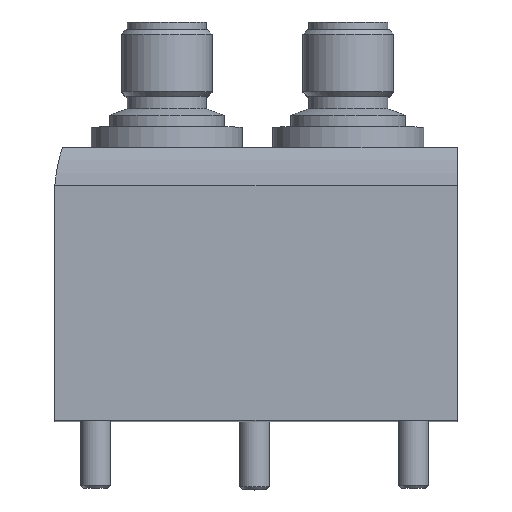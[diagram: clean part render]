
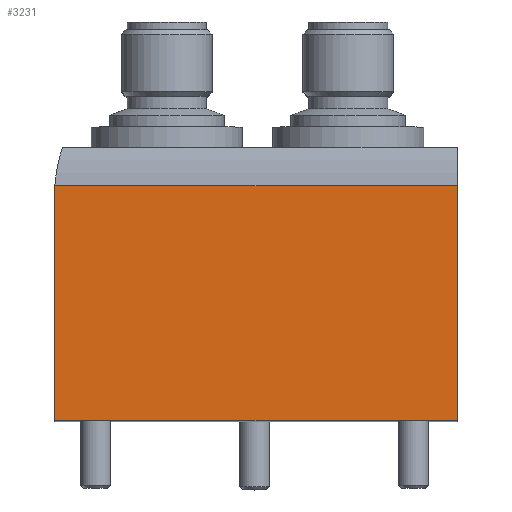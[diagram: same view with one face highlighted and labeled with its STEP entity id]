
A CAD part, top view. The second image highlights one B-rep face of the part: STEP entity #3231.
In plain terms, the highlighted face is planar.
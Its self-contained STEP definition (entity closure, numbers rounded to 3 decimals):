
#94=LINE('',#5479,#147);
#96=LINE('',#5483,#149);
#97=LINE('',#5485,#150);
#98=LINE('',#5487,#151);
#147=VECTOR('',#4241,1000.);
#149=VECTOR('',#4245,1000.);
#150=VECTOR('',#4246,1000.);
#151=VECTOR('',#4247,1000.);
#370=ORIENTED_EDGE('',*,*,#1078,.T.);
#371=ORIENTED_EDGE('',*,*,#1079,.F.);
#372=ORIENTED_EDGE('',*,*,#1080,.F.);
#373=ORIENTED_EDGE('',*,*,#1076,.T.);
#1076=EDGE_CURVE('',#1430,#1429,#94,.T.);
#1078=EDGE_CURVE('',#1429,#1431,#96,.T.);
#1079=EDGE_CURVE('',#1432,#1431,#97,.T.);
#1080=EDGE_CURVE('',#1430,#1432,#98,.T.);
#1429=VERTEX_POINT('',#5478);
#1430=VERTEX_POINT('',#5480);
#1431=VERTEX_POINT('',#5484);
#1432=VERTEX_POINT('',#5486);
#2021=EDGE_LOOP('',(#370,#371,#372,#373));
#2570=FACE_BOUND('',#2021,.T.);
#3106=PLANE('',#3589);
#3231=ADVANCED_FACE('',(#2570),#3106,.F.);
#3589=AXIS2_PLACEMENT_3D('',#5482,#4243,#4244);
#4241=DIRECTION('',(-1.,0.,0.));
#4243=DIRECTION('',(0.,0.,1.));
#4244=DIRECTION('',(1.,0.,0.));
#4245=DIRECTION('',(0.,1.,0.));
#4246=DIRECTION('',(-1.,0.,0.));
#4247=DIRECTION('',(0.,1.,0.));
#5478=CARTESIAN_POINT('',(-26.6,0.,-71.));
#5479=CARTESIAN_POINT('',(26.6,0.,-71.));
#5480=CARTESIAN_POINT('',(26.6,0.,-71.));
#5482=CARTESIAN_POINT('',(26.6,0.,-71.));
#5483=CARTESIAN_POINT('',(-26.6,0.,-71.));
#5484=CARTESIAN_POINT('',(-26.6,31.013,-71.));
#5485=CARTESIAN_POINT('',(26.6,31.013,-71.));
#5486=CARTESIAN_POINT('',(26.6,31.013,-71.));
#5487=CARTESIAN_POINT('',(26.6,0.,-71.));
